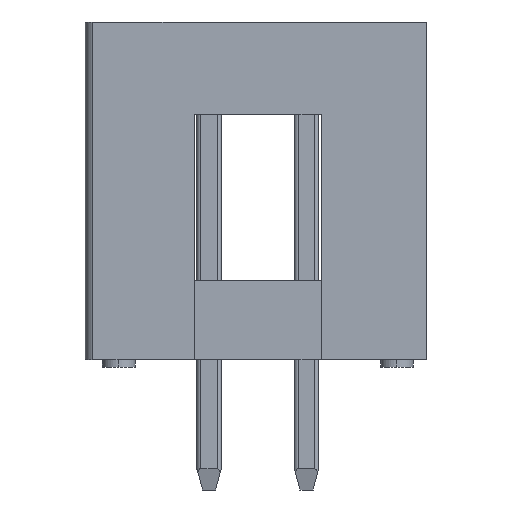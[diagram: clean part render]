
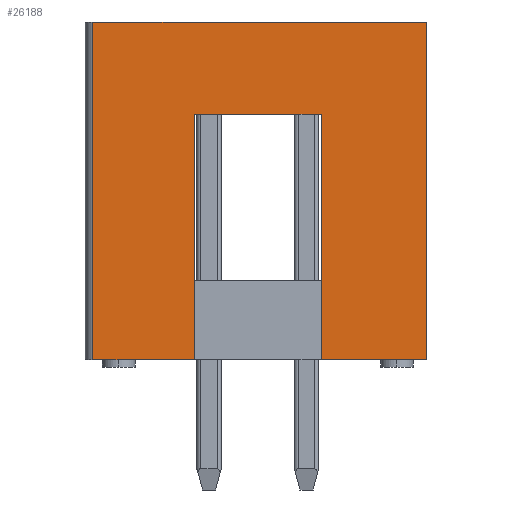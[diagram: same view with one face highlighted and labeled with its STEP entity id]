
A CAD part, left-side view. The second image highlights one B-rep face of the part: STEP entity #26188.
In plain terms, the highlighted planar face has unit normal (-1, 0, 0).
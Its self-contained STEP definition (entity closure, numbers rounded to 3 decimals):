
#135 = AXIS2_PLACEMENT_3D ( 'NONE', #480, #3868, #10350 ) ;
#480 = CARTESIAN_POINT ( 'NONE',  ( -16.5, -4.425, -4.425 ) ) ;
#883 = ORIENTED_EDGE ( 'NONE', *, *, #17438, .F. ) ;
#1279 = CARTESIAN_POINT ( 'NONE',  ( -16.5, -4.425, 4.375 ) ) ;
#1617 = VECTOR ( 'NONE', #25967, 1000. ) ;
#1668 = EDGE_CURVE ( 'NONE', #31038, #14039, #21850, .T. ) ;
#2099 = EDGE_CURVE ( 'NONE', #4343, #24321, #22624, .T. ) ;
#2470 = LINE ( 'NONE', #25029, #35998 ) ;
#3642 = DIRECTION ( 'NONE',  ( 0., 1., 0. ) ) ;
#3773 = VECTOR ( 'NONE', #31012, 1000. ) ;
#3868 = DIRECTION ( 'NONE',  ( -1., 0., 0. ) ) ;
#4343 = VERTEX_POINT ( 'NONE', #25945 ) ;
#5144 = VERTEX_POINT ( 'NONE', #10165 ) ;
#5948 = ORIENTED_EDGE ( 'NONE', *, *, #35407, .T. ) ;
#6125 = CARTESIAN_POINT ( 'NONE',  ( -16.5, 1.65, 1.975 ) ) ;
#6192 = ORIENTED_EDGE ( 'NONE', *, *, #28757, .T. ) ;
#6449 = VECTOR ( 'NONE', #28494, 1000. ) ;
#7598 = LINE ( 'NONE', #14336, #24355 ) ;
#9153 = CARTESIAN_POINT ( 'NONE',  ( -16.5, -1.65, -4.425 ) ) ;
#10165 = CARTESIAN_POINT ( 'NONE',  ( -16.5, -4.4, 4.375 ) ) ;
#10350 = DIRECTION ( 'NONE',  ( 0., 0., 1. ) ) ;
#11173 = DIRECTION ( 'NONE',  ( 0., 0., 1. ) ) ;
#11473 = VECTOR ( 'NONE', #11814, 1000. ) ;
#11814 = DIRECTION ( 'NONE',  ( 0., 0., -1. ) ) ;
#12636 = CARTESIAN_POINT ( 'NONE',  ( -16.5, -1.65, 1.975 ) ) ;
#12938 = ORIENTED_EDGE ( 'NONE', *, *, #29275, .F. ) ;
#12956 = EDGE_CURVE ( 'NONE', #24321, #17606, #7598, .T. ) ;
#13105 = ORIENTED_EDGE ( 'NONE', *, *, #12956, .F. ) ;
#14039 = VERTEX_POINT ( 'NONE', #12636 ) ;
#14336 = CARTESIAN_POINT ( 'NONE',  ( -16.5, 4.3, -4.425 ) ) ;
#16245 = CARTESIAN_POINT ( 'NONE',  ( -16.5, -4.425, -4.425 ) ) ;
#17059 = CARTESIAN_POINT ( 'NONE',  ( -16.5, 4.3, 4.375 ) ) ;
#17144 = EDGE_LOOP ( 'NONE', ( #26887, #21480, #883, #6192, #5948, #13105, #36752, #12938 ) ) ;
#17438 = EDGE_CURVE ( 'NONE', #41542, #36958, #29333, .T. ) ;
#17606 = VERTEX_POINT ( 'NONE', #17059 ) ;
#18420 = DIRECTION ( 'NONE',  ( 0., -1., 0. ) ) ;
#18854 = VECTOR ( 'NONE', #3642, 1000. ) ;
#20281 = VECTOR ( 'NONE', #18420, 1000. ) ;
#20420 = CARTESIAN_POINT ( 'NONE',  ( -16.5, 4.3, -4.425 ) ) ;
#21106 = LINE ( 'NONE', #1279, #3773 ) ;
#21480 = ORIENTED_EDGE ( 'NONE', *, *, #32857, .T. ) ;
#21850 = LINE ( 'NONE', #31537, #20281 ) ;
#22624 = LINE ( 'NONE', #16245, #1617 ) ;
#24321 = VERTEX_POINT ( 'NONE', #20420 ) ;
#24355 = VECTOR ( 'NONE', #11173, 1000. ) ;
#24723 = LINE ( 'NONE', #6125, #6449 ) ;
#25029 = CARTESIAN_POINT ( 'NONE',  ( -16.5, -4.4, -4.425 ) ) ;
#25945 = CARTESIAN_POINT ( 'NONE',  ( -16.5, 1.65, -4.425 ) ) ;
#25967 = DIRECTION ( 'NONE',  ( 0., 1., 0. ) ) ;
#26188 = ADVANCED_FACE ( 'NONE', ( #35658 ), #26607, .T. ) ;
#26607 = PLANE ( 'NONE',  #135 ) ;
#26887 = ORIENTED_EDGE ( 'NONE', *, *, #1668, .T. ) ;
#27687 = LINE ( 'NONE', #31041, #11473 ) ;
#28494 = DIRECTION ( 'NONE',  ( 0., 0., -1. ) ) ;
#28757 = EDGE_CURVE ( 'NONE', #41542, #5144, #2470, .T. ) ;
#28799 = CARTESIAN_POINT ( 'NONE',  ( -16.5, -4.4, -4.425 ) ) ;
#29275 = EDGE_CURVE ( 'NONE', #31038, #4343, #24723, .T. ) ;
#29333 = LINE ( 'NONE', #37938, #18854 ) ;
#30770 = CARTESIAN_POINT ( 'NONE',  ( -16.5, 1.65, 1.975 ) ) ;
#31012 = DIRECTION ( 'NONE',  ( 0., 1., 0. ) ) ;
#31038 = VERTEX_POINT ( 'NONE', #30770 ) ;
#31041 = CARTESIAN_POINT ( 'NONE',  ( -16.5, -1.65, 1.975 ) ) ;
#31537 = CARTESIAN_POINT ( 'NONE',  ( -16.5, 1.65, 1.975 ) ) ;
#32857 = EDGE_CURVE ( 'NONE', #14039, #36958, #27687, .T. ) ;
#35407 = EDGE_CURVE ( 'NONE', #5144, #17606, #21106, .T. ) ;
#35658 = FACE_OUTER_BOUND ( 'NONE', #17144, .T. ) ;
#35998 = VECTOR ( 'NONE', #37234, 1000. ) ;
#36752 = ORIENTED_EDGE ( 'NONE', *, *, #2099, .F. ) ;
#36958 = VERTEX_POINT ( 'NONE', #9153 ) ;
#37234 = DIRECTION ( 'NONE',  ( 0., 0., 1. ) ) ;
#37938 = CARTESIAN_POINT ( 'NONE',  ( -16.5, -4.425, -4.425 ) ) ;
#41542 = VERTEX_POINT ( 'NONE', #28799 ) ;
